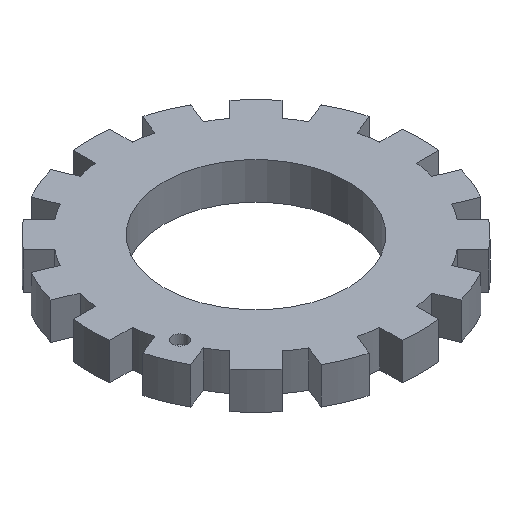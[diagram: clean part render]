
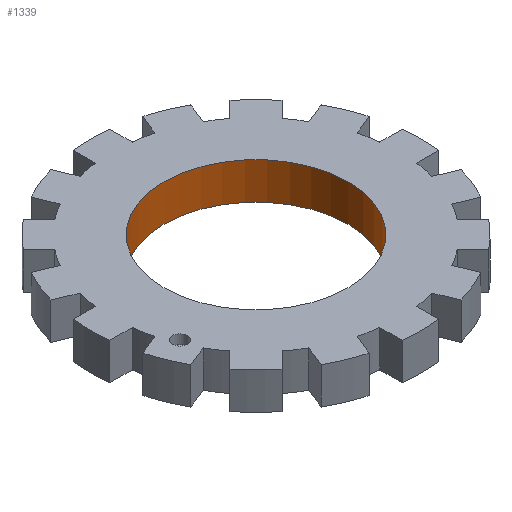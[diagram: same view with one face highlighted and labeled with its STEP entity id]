
A CAD part, isometric view. The second image highlights one B-rep face of the part: STEP entity #1339.
In plain terms, the highlighted cylindrical face has radius 250 mm (diameter 500 mm), a full revolution.
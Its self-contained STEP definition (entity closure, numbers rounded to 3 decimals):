
#44=CYLINDRICAL_SURFACE('',#1488,250.);
#689=ORIENTED_EDGE('',*,*,#759,.T.);
#690=ORIENTED_EDGE('',*,*,#824,.F.);
#759=EDGE_CURVE('',#955,#955,#1055,.T.);
#824=EDGE_CURVE('',#1020,#1020,#1088,.T.);
#955=VERTEX_POINT('',#2029);
#1020=VERTEX_POINT('',#2160);
#1055=CIRCLE('',#1389,250.);
#1088=CIRCLE('',#1423,250.);
#1159=EDGE_LOOP('',(#689));
#1160=EDGE_LOOP('',(#690));
#1233=FACE_BOUND('',#1159,.T.);
#1234=FACE_BOUND('',#1160,.T.);
#1339=ADVANCED_FACE('',(#1233,#1234),#44,.F.);
#1389=AXIS2_PLACEMENT_3D('',#2028,#1594,#1595);
#1423=AXIS2_PLACEMENT_3D('',#2159,#1694,#1695);
#1488=AXIS2_PLACEMENT_3D('',#2289,#1888,#1889);
#1594=DIRECTION('',(0.,0.,1.));
#1595=DIRECTION('',(1.,0.,0.));
#1694=DIRECTION('',(0.,0.,1.));
#1695=DIRECTION('',(1.,0.,0.));
#1888=DIRECTION('',(0.,0.,-1.));
#1889=DIRECTION('',(-1.,0.,0.));
#2028=CARTESIAN_POINT('',(0.,0.,100.));
#2029=CARTESIAN_POINT('',(250.,0.,100.));
#2159=CARTESIAN_POINT('',(0.,0.,0.));
#2160=CARTESIAN_POINT('',(250.,0.,0.));
#2289=CARTESIAN_POINT('',(0.,0.,100.));
